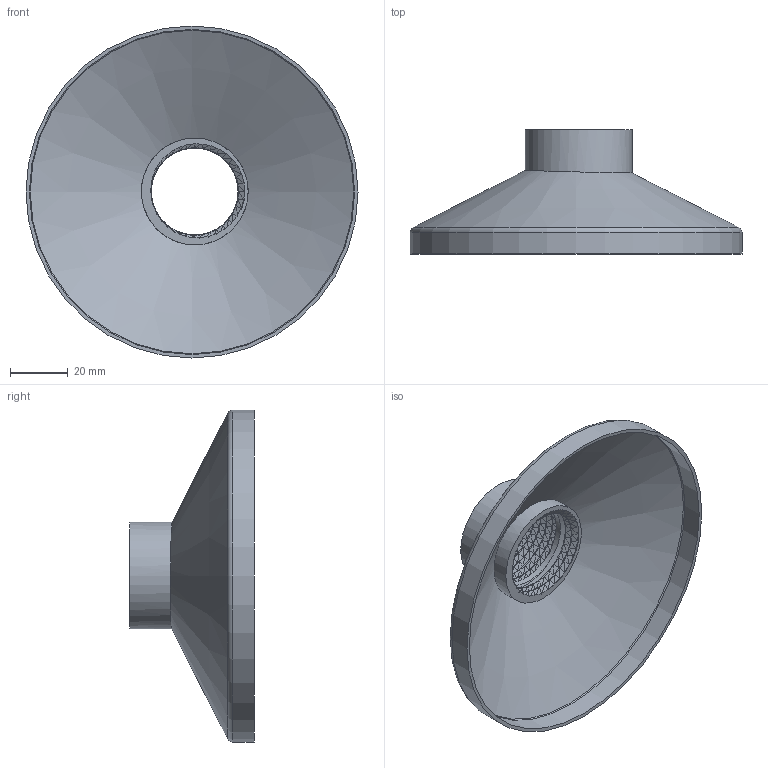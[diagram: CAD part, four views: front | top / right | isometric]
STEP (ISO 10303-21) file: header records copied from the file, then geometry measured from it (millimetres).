
FILE_DESCRIPTION(/* description */ (''),/* implementation_level */ '2;1');
FILE_NAME(/* name */ 'Cap F-F v2.step',/* time_stamp */ '2023-05-15T19:43:44-04:00',/* author */ (''),/* organization */ (''),/* preprocessor_version */ 'ST-DEVELOPER v19.2',/* originating_system */ 'Autodesk Translation Framework v12.4.0.73',/* authorisation */ '');
FILE_SCHEMA (('AUTOMOTIVE_DESIGN { 1 0 10303 214 3 1 1 }'));
Length unit declared in the file: millimetre
Products named in the file (1): Cap F-F
Bounding box: 115 x 43.04 x 115 mm (x, y, z)
Volume: 26817 mm3; surface area: 33488.9 mm2
Topology: 1 solids, 1 shells, 1626 faces, 2923 edges, 1301 vertices
Faces by surface type: plane 1611, cylinder 6, cone 5, bspline 2, torus 2
Full cylindrical faces by diameter (mm): 30 x1, 36.988 x2, 112.604 x1, 115 x1
Entity records: 36358 total; most frequent: CARTESIAN_POINT 6539, DIRECTION 6026, ORIENTED_EDGE 5846, EDGE_CURVE 2923, LINE 2728, VECTOR 2728, AXIS2_PLACEMENT_3D 1649, EDGE_LOOP 1630
